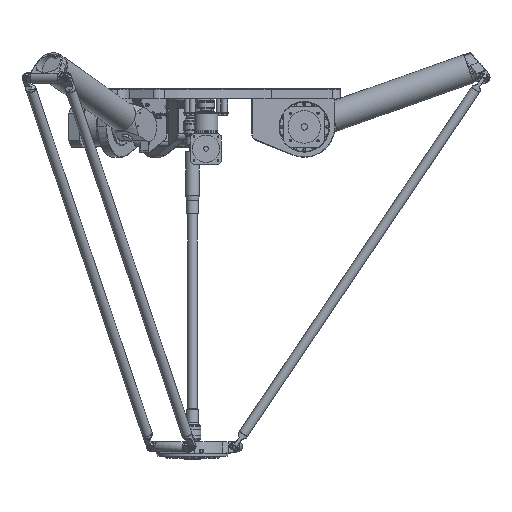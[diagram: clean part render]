
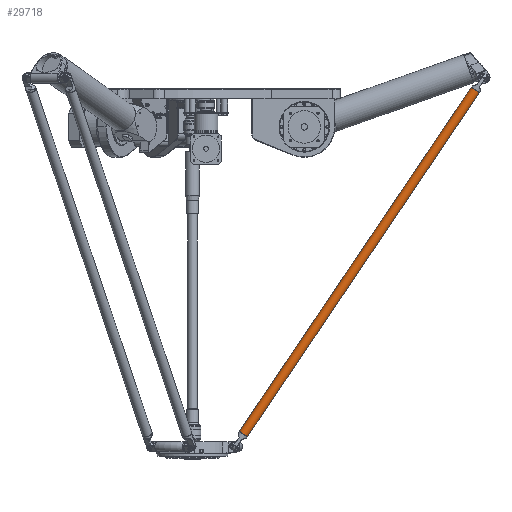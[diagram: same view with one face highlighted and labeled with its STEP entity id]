
A CAD part, front view. The second image highlights one B-rep face of the part: STEP entity #29718.
In plain terms, the highlighted cylindrical face has radius 15.005 mm (diameter 30.01 mm), a full revolution.
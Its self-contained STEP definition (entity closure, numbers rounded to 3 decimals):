
#1211=FACE_BOUND('',#7797,.T.);
#2801=CIRCLE('',#33080,15.005);
#2803=CIRCLE('',#33083,15.005);
#3481=CYLINDRICAL_SURFACE('',#33085,15.005);
#5203=FACE_OUTER_BOUND('',#7796,.T.);
#7796=EDGE_LOOP('',(#25911));
#7797=EDGE_LOOP('',(#25912));
#14894=VERTEX_POINT('',#59791);
#14896=VERTEX_POINT('',#59796);
#18615=EDGE_CURVE('',#14894,#14894,#2801,.T.);
#18617=EDGE_CURVE('',#14896,#14896,#2803,.T.);
#25911=ORIENTED_EDGE('',*,*,#18615,.F.);
#25912=ORIENTED_EDGE('',*,*,#18617,.F.);
#29718=ADVANCED_FACE('',(#5203,#1211),#3481,.T.);
#33080=AXIS2_PLACEMENT_3D('',#59792,#41323,#41324);
#33083=AXIS2_PLACEMENT_3D('',#59797,#41329,#41330);
#33085=AXIS2_PLACEMENT_3D('',#59800,#41333,#41334);
#41323=DIRECTION('center_axis',(1.,0.,0.));
#41324=DIRECTION('ref_axis',(0.,0.,-1.));
#41329=DIRECTION('center_axis',(-1.,0.,0.));
#41330=DIRECTION('ref_axis',(0.,0.,-1.));
#41333=DIRECTION('center_axis',(-1.,0.,0.));
#41334=DIRECTION('ref_axis',(0.,0.,-1.));
#59791=CARTESIAN_POINT('',(1270.046,0.,15.005));
#59792=CARTESIAN_POINT('Origin',(1270.046,0.,0.));
#59796=CARTESIAN_POINT('',(44.954,0.,15.005));
#59797=CARTESIAN_POINT('Origin',(44.954,0.,
0.));
#59800=CARTESIAN_POINT('Origin',(657.5,0.,0.));
